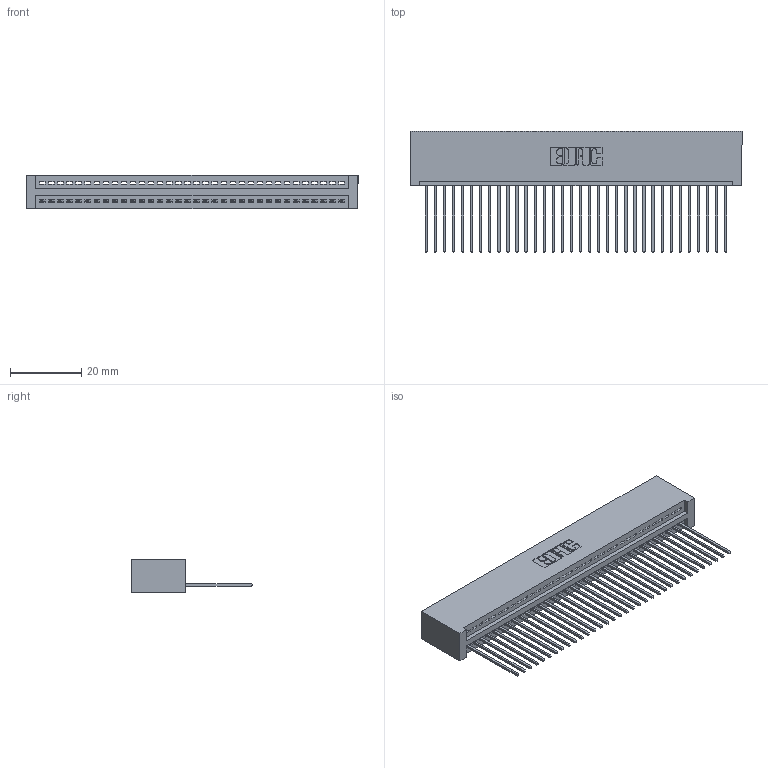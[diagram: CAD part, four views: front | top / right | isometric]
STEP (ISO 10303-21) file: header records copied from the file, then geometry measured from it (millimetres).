
FILE_DESCRIPTION (( 'STEP AP203' ), '1' );
FILE_NAME ('395-034-541-101.STEP', '2018-11-13T07:29:14', ( '' ), ( '' ), 'SwSTEP 2.0', 'SolidWorks 2016', '' );
FILE_SCHEMA (( 'CONFIG_CONTROL_DESIGN' ));
Length unit declared in the file: inch
Products named in the file (3): 395-034-541-101; 345-292-001_345-293-141; 345 Part_No Mounting Lugs
Assembly tree (35 placements, depth 2):
  395-034-541-101
    345 Part_No Mounting Lugs
    345-292-001_345-293-141  x34
Bounding box: 92.96 x 33.96 x 9.4 mm (x, y, z)
Volume: 9460.8 mm3; surface area: 13314.2 mm2
Topology: 35 solids, 35 shells, 2090 faces, 6301 edges, 4154 vertices
Faces by surface type: plane 1436, cylinder 654
Entity records: 26407 total; most frequent: CARTESIAN_POINT 4582, ORIENTED_EDGE 4550, DIRECTION 4007, EDGE_CURVE 2275, LINE 2015, VECTOR 2015, VERTEX_POINT 1514, AXIS2_PLACEMENT_3D 996
